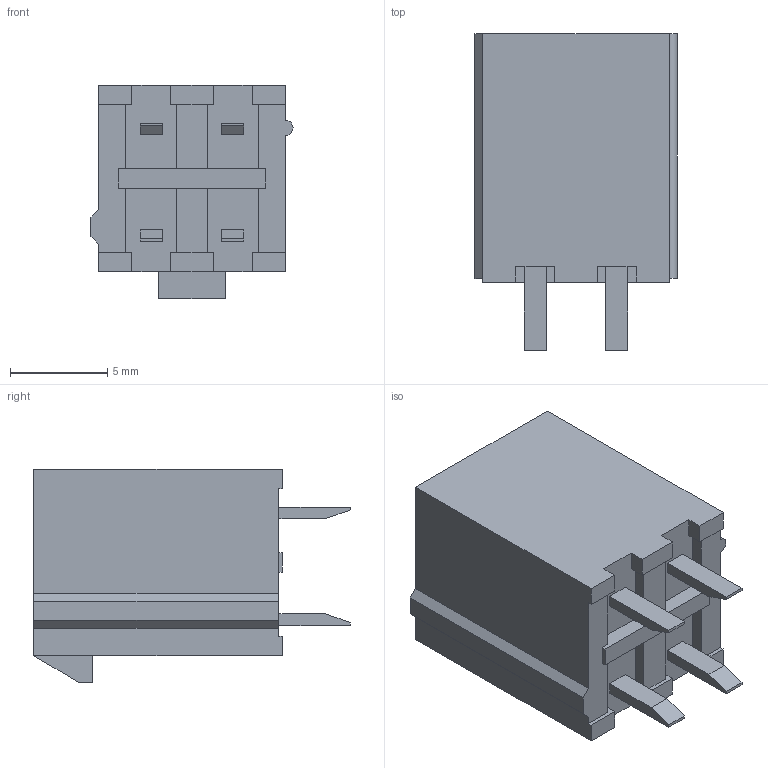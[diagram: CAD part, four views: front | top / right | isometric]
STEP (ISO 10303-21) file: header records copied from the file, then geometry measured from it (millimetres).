
FILE_DESCRIPTION(/* description */ (''),/* implementation_level */ '2;1');
FILE_NAME(/* name */ 'molex 2x2 socket pcb.stp',/* time_stamp */ '2019-04-28T23:43:31+02:00',/* author */ ('Piotr'),/* organization */ (''),/* preprocessor_version */ 'ST-DEVELOPER v16.13',/* originating_system */ 'Autodesk Inventor 2018',/* authorisation */ '');
FILE_SCHEMA (('AUTOMOTIVE_DESIGN { 1 0 10303 214 3 1 1 }'));
Length unit declared in the file: millimetre
Products named in the file (1): 039288040
Bounding box: 10.4 x 16.3 x 11 mm (x, y, z)
Volume: 741.3 mm3; surface area: 1385.7 mm2
Topology: 1 solids, 1 shells, 129 faces, 347 edges, 232 vertices
Faces by surface type: plane 128, cylinder 1
Entity records: 4051 total; most frequent: CARTESIAN_POINT 705, ORIENTED_EDGE 686, DIRECTION 613, EDGE_CURVE 343, LINE 341, VECTOR 341, VERTEX_POINT 228, EDGE_LOOP 141
